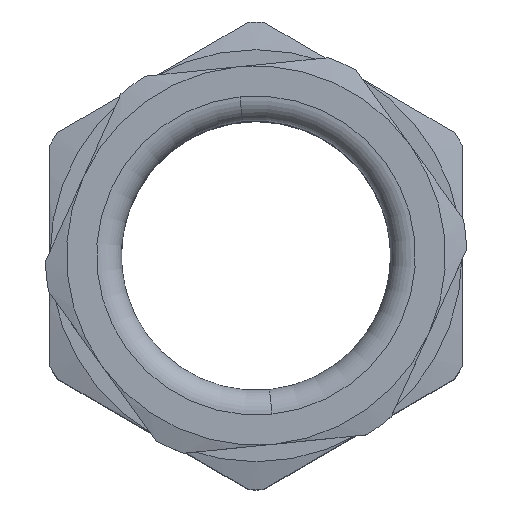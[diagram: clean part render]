
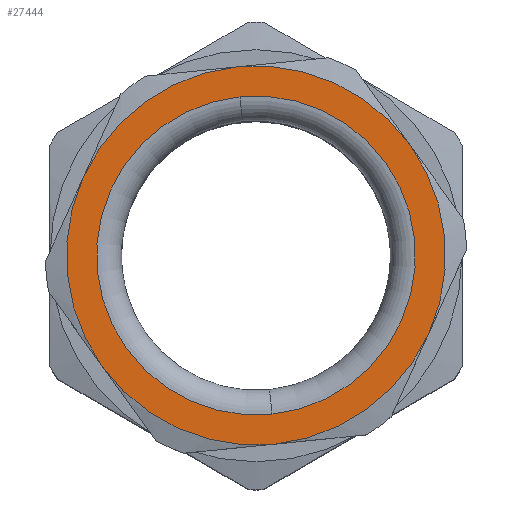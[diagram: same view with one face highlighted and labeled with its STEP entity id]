
A CAD part, top view. The second image highlights one B-rep face of the part: STEP entity #27444.
In plain terms, the highlighted planar face has unit normal (0, 0, 1).
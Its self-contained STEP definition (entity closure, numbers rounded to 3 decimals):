
#124 = EDGE_CURVE ( 'NONE', #9517, #12660, #8257, .T. ) ;
#258 = CIRCLE ( 'NONE', #23663, 23. ) ;
#2448 = CARTESIAN_POINT ( 'NONE',  ( -47.406, 2.702, 54.094 ) ) ;
#3086 = PLANE ( 'NONE',  #7998 ) ;
#3109 = DIRECTION ( 'NONE',  ( 0., 0., -1. ) ) ;
#3532 = DIRECTION ( 'NONE',  ( 0., 0., -1. ) ) ;
#3677 = CARTESIAN_POINT ( 'NONE',  ( -49.348, 21.955, 54.094 ) ) ;
#4201 = EDGE_CURVE ( 'NONE', #28418, #5468, #28094, .T. ) ;
#4873 = AXIS2_PLACEMENT_3D ( 'NONE', #21132, #28440, #7109 ) ;
#5078 = CARTESIAN_POINT ( 'NONE',  ( -47.04, -0.929, 54.094 ) ) ;
#5149 = VERTEX_POINT ( 'NONE', #5078 ) ;
#5468 = VERTEX_POINT ( 'NONE', #30734 ) ;
#6511 = DIRECTION ( 'NONE',  ( 0., 0., -1. ) ) ;
#6963 = CARTESIAN_POINT ( 'NONE',  ( -49.348, 21.955, 54.094 ) ) ;
#7087 = EDGE_LOOP ( 'NONE', ( #25831, #29358, #7185, #26952, #25035, #29115 ) ) ;
#7109 = DIRECTION ( 'NONE',  ( 0.1, -0.995, 0. ) ) ;
#7185 = ORIENTED_EDGE ( 'NONE', *, *, #7922, .F. ) ;
#7317 = VERTEX_POINT ( 'NONE', #2448 ) ;
#7318 = AXIS2_PLACEMENT_3D ( 'NONE', #14969, #3109, #24140 ) ;
#7474 = DIRECTION ( 'NONE',  ( 0., 0., -1. ) ) ;
#7610 = DIRECTION ( 'NONE',  ( 0.1, -0.995, 0. ) ) ;
#7922 = EDGE_CURVE ( 'NONE', #5468, #14991, #258, .T. ) ;
#7998 = AXIS2_PLACEMENT_3D ( 'NONE', #28636, #26455, #7610 ) ;
#8257 = CIRCLE ( 'NONE', #28131, 23. ) ;
#9517 = VERTEX_POINT ( 'NONE', #28043 ) ;
#9609 = CARTESIAN_POINT ( 'NONE',  ( -51.289, 41.207, 54.094 ) ) ;
#9788 = FACE_OUTER_BOUND ( 'NONE', #7087, .T. ) ;
#10741 = ORIENTED_EDGE ( 'NONE', *, *, #26702, .T. ) ;
#10843 = DIRECTION ( 'NONE',  ( -0.1, 0.995, 0. ) ) ;
#11189 = CARTESIAN_POINT ( 'NONE',  ( -51.655, 44.839, 54.094 ) ) ;
#11346 = DIRECTION ( 'NONE',  ( 0., 0., -1. ) ) ;
#11373 = DIRECTION ( 'NONE',  ( -0.1, 0.995, 0. ) ) ;
#11789 = EDGE_CURVE ( 'NONE', #14991, #5149, #19252, .T. ) ;
#12277 = FACE_BOUND ( 'NONE', #30131, .T. ) ;
#12660 = VERTEX_POINT ( 'NONE', #23882 ) ;
#13312 = EDGE_CURVE ( 'NONE', #28571, #7317, #18786, .T. ) ;
#14472 = AXIS2_PLACEMENT_3D ( 'NONE', #6963, #6511, #23013 ) ;
#14969 = CARTESIAN_POINT ( 'NONE',  ( -49.348, 21.955, 54.094 ) ) ;
#14991 = VERTEX_POINT ( 'NONE', #28844 ) ;
#16202 = AXIS2_PLACEMENT_3D ( 'NONE', #30477, #11346, #25680 ) ;
#18515 = ORIENTED_EDGE ( 'NONE', *, *, #13312, .T. ) ;
#18786 = CIRCLE ( 'NONE', #4873, 19.35 ) ;
#18866 = EDGE_CURVE ( 'NONE', #12660, #28418, #22624, .T. ) ;
#18923 = CARTESIAN_POINT ( 'NONE',  ( -49.348, 21.955, 54.094 ) ) ;
#19252 = CIRCLE ( 'NONE', #7318, 23. ) ;
#20877 = AXIS2_PLACEMENT_3D ( 'NONE', #23217, #25548, #11373 ) ;
#21132 = CARTESIAN_POINT ( 'NONE',  ( -49.348, 21.955, 54.094 ) ) ;
#22624 = CIRCLE ( 'NONE', #30559, 23. ) ;
#23013 = DIRECTION ( 'NONE',  ( 0.1, -0.995, 0. ) ) ;
#23217 = CARTESIAN_POINT ( 'NONE',  ( -49.348, 21.955, 54.094 ) ) ;
#23442 = EDGE_CURVE ( 'NONE', #5149, #9517, #23847, .T. ) ;
#23663 = AXIS2_PLACEMENT_3D ( 'NONE', #18923, #28421, #24050 ) ;
#23847 = CIRCLE ( 'NONE', #20877, 23. ) ;
#23882 = CARTESIAN_POINT ( 'NONE',  ( -70.319, 31.398, 54.094 ) ) ;
#24050 = DIRECTION ( 'NONE',  ( -0.1, 0.995, 0. ) ) ;
#24140 = DIRECTION ( 'NONE',  ( -0.1, 0.995, 0. ) ) ;
#25035 = ORIENTED_EDGE ( 'NONE', *, *, #18866, .F. ) ;
#25548 = DIRECTION ( 'NONE',  ( 0., 0., -1. ) ) ;
#25680 = DIRECTION ( 'NONE',  ( -0.1, 0.995, 0. ) ) ;
#25831 = ORIENTED_EDGE ( 'NONE', *, *, #23442, .F. ) ;
#25886 = CIRCLE ( 'NONE', #14472, 19.35 ) ;
#26317 = CARTESIAN_POINT ( 'NONE',  ( -49.348, 21.955, 54.094 ) ) ;
#26455 = DIRECTION ( 'NONE',  ( 0., 0., 1. ) ) ;
#26467 = DIRECTION ( 'NONE',  ( -0.1, 0.995, 0. ) ) ;
#26702 = EDGE_CURVE ( 'NONE', #7317, #28571, #25886, .T. ) ;
#26952 = ORIENTED_EDGE ( 'NONE', *, *, #4201, .F. ) ;
#27444 = ADVANCED_FACE ( 'NONE', ( #12277, #9788 ), #3086, .T. ) ;
#28043 = CARTESIAN_POINT ( 'NONE',  ( -68.012, 8.514, 54.094 ) ) ;
#28094 = CIRCLE ( 'NONE', #16202, 23. ) ;
#28131 = AXIS2_PLACEMENT_3D ( 'NONE', #26317, #7474, #26467 ) ;
#28418 = VERTEX_POINT ( 'NONE', #11189 ) ;
#28421 = DIRECTION ( 'NONE',  ( 0., 0., -1. ) ) ;
#28440 = DIRECTION ( 'NONE',  ( 0., 0., -1. ) ) ;
#28571 = VERTEX_POINT ( 'NONE', #9609 ) ;
#28636 = CARTESIAN_POINT ( 'NONE',  ( -49.348, 21.955, 54.094 ) ) ;
#28844 = CARTESIAN_POINT ( 'NONE',  ( -28.376, 12.511, 54.094 ) ) ;
#29115 = ORIENTED_EDGE ( 'NONE', *, *, #124, .F. ) ;
#29358 = ORIENTED_EDGE ( 'NONE', *, *, #11789, .F. ) ;
#30131 = EDGE_LOOP ( 'NONE', ( #10741, #18515 ) ) ;
#30477 = CARTESIAN_POINT ( 'NONE',  ( -49.348, 21.955, 54.094 ) ) ;
#30559 = AXIS2_PLACEMENT_3D ( 'NONE', #3677, #3532, #10843 ) ;
#30734 = CARTESIAN_POINT ( 'NONE',  ( -30.683, 35.395, 54.094 ) ) ;
